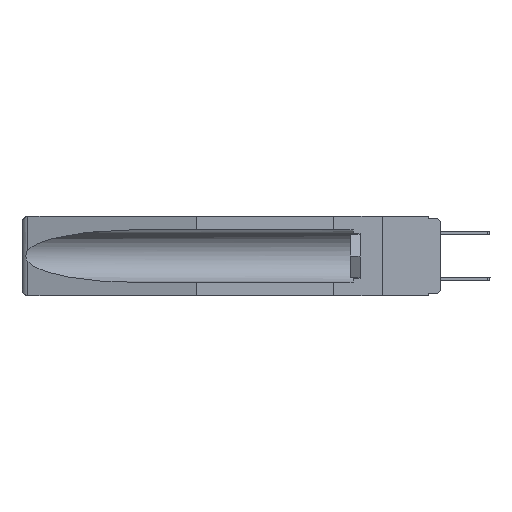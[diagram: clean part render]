
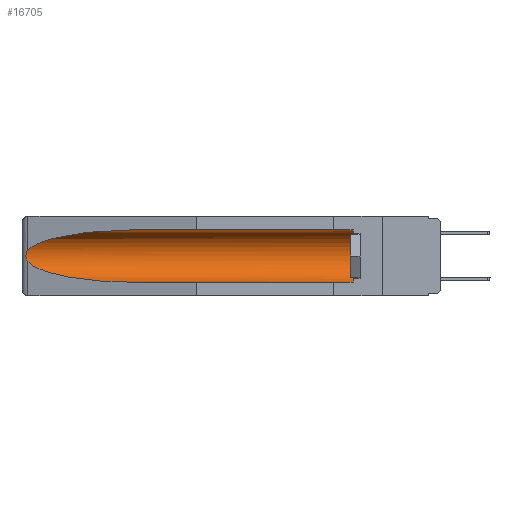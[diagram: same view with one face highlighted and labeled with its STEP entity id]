
A CAD part, left-side view. The second image highlights one B-rep face of the part: STEP entity #16705.
In plain terms, the highlighted cylindrical face has radius 2.857 mm (diameter 5.715 mm), a partial arc.
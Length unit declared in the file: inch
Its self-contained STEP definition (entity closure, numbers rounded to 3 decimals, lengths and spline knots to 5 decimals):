
#28 = DIRECTION ( 'NONE',  ( 0., -1., 0. ) ) ;
#1410 = AXIS2_PLACEMENT_3D ( 'NONE', #11823, #7200, #10241 ) ;
#1504 = VERTEX_POINT ( 'NONE', #16938 ) ;
#2207 = DIRECTION ( 'NONE',  ( 0., 1., 0. ) ) ;
#2437 = ORIENTED_EDGE ( 'NONE', *, *, #19008, .T. ) ;
#2523 = ORIENTED_EDGE ( 'NONE', *, *, #5407, .T. ) ;
#2594 =( BOUNDED_CURVE ( )  B_SPLINE_CURVE ( 3, ( #8413, #10365, #17281, #10480 ),
 .UNSPECIFIED., .F., .F. ) 
 B_SPLINE_CURVE_WITH_KNOTS ( ( 4, 4 ),
 ( 0.1948, 1.5708 ),
 .UNSPECIFIED. ) 
 CURVE ( )  GEOMETRIC_REPRESENTATION_ITEM ( )  RATIONAL_B_SPLINE_CURVE ( ( 1., 0.848, 0.848, 1. ) ) 
 REPRESENTATION_ITEM ( '' )  );
#3626 = LINE ( 'NONE', #5187, #9440 ) ;
#4097 = EDGE_LOOP ( 'NONE', ( #2523, #15994, #11394, #15326, #2437, #5404 ) ) ;
#4273 = CARTESIAN_POINT ( 'NONE',  ( 0.21114, 1.30732, -0.059 ) ) ;
#4336 = CARTESIAN_POINT ( 'NONE',  ( 0.26537, 1.52718, -0.19328 ) ) ;
#4705 = CARTESIAN_POINT ( 'NONE',  ( 0.2675, 1.53308, -0.17534 ) ) ;
#5187 = CARTESIAN_POINT ( 'NONE',  ( 0.155, -0.30754, -0.284 ) ) ;
#5404 = ORIENTED_EDGE ( 'NONE', *, *, #5828, .T. ) ;
#5407 = EDGE_CURVE ( 'NONE', #1504, #8386, #9254, .T. ) ;
#5646 = CARTESIAN_POINT ( 'NONE',  ( 0.155, -0.30754, -0.059 ) ) ;
#5769 = CARTESIAN_POINT ( 'NONE',  ( 0.25451, 1.48313, -0.09465 ) ) ;
#5828 = EDGE_CURVE ( 'NONE', #7865, #1504, #13728, .T. ) ;
#6498 = CIRCLE ( 'NONE', #12542, 0.1125 ) ;
#7138 = EDGE_CURVE ( 'NONE', #8386, #11839, #13216, .T. ) ;
#7187 = CARTESIAN_POINT ( 'NONE',  ( 0.155, 1.07973, -0.059 ) ) ;
#7200 = DIRECTION ( 'NONE',  ( 0., 1., 0. ) ) ;
#7488 = CARTESIAN_POINT ( 'NONE',  ( 0.2675, 1.53308, -0.16763 ) ) ;
#7547 = CARTESIAN_POINT ( 'NONE',  ( 0.26597, 1.52961, -0.15275 ) ) ;
#7716 = CYLINDRICAL_SURFACE ( 'NONE', #1410, 0.1125 ) ;
#7865 = VERTEX_POINT ( 'NONE', #9723 ) ;
#8386 = VERTEX_POINT ( 'NONE', #13849 ) ;
#8413 = CARTESIAN_POINT ( 'NONE',  ( 0.26537, 1.52718, -0.19328 ) ) ;
#9166 = CARTESIAN_POINT ( 'NONE',  ( 0.26655, 1.53094, -0.18657 ) ) ;
#9254 =( BOUNDED_CURVE ( )  B_SPLINE_CURVE ( 3, ( #7187, #4273, #5769, #16089 ),
 .UNSPECIFIED., .F., .F. ) 
 B_SPLINE_CURVE_WITH_KNOTS ( ( 4, 4 ),
 ( 4.71239, 6.08839 ),
 .UNSPECIFIED. ) 
 CURVE ( )  GEOMETRIC_REPRESENTATION_ITEM ( )  RATIONAL_B_SPLINE_CURVE ( ( 1., 0.848, 0.848, 1. ) ) 
 REPRESENTATION_ITEM ( '' )  );
#9440 = VECTOR ( 'NONE', #2207, 39.37008 ) ;
#9672 = EDGE_CURVE ( 'NONE', #11839, #14268, #2594, .T. ) ;
#9723 = CARTESIAN_POINT ( 'NONE',  ( 0.155, 0.126, -0.059 ) ) ;
#9858 = VECTOR ( 'NONE', #17430, 39.37008 ) ;
#10241 = DIRECTION ( 'NONE',  ( 0., 0., 1. ) ) ;
#10359 = DIRECTION ( 'NONE',  ( 0., 0., 1. ) ) ;
#10365 = CARTESIAN_POINT ( 'NONE',  ( 0.25451, 1.48313, -0.24835 ) ) ;
#10367 = EDGE_CURVE ( 'NONE', #18718, #14268, #3626, .T. ) ;
#10480 = CARTESIAN_POINT ( 'NONE',  ( 0.155, 1.07973, -0.284 ) ) ;
#11207 = CARTESIAN_POINT ( 'NONE',  ( 0.155, 1.07973, -0.284 ) ) ;
#11394 = ORIENTED_EDGE ( 'NONE', *, *, #9672, .T. ) ;
#11823 = CARTESIAN_POINT ( 'NONE',  ( 0.155, -0.30754, -0.1715 ) ) ;
#11839 = VERTEX_POINT ( 'NONE', #4336 ) ;
#11844 = FACE_OUTER_BOUND ( 'NONE', #4097, .T. ) ;
#11975 = CARTESIAN_POINT ( 'NONE',  ( 0.26537, 1.52718, -0.14972 ) ) ;
#12155 = CARTESIAN_POINT ( 'NONE',  ( 0.26537, 1.52718, -0.19328 ) ) ;
#12542 = AXIS2_PLACEMENT_3D ( 'NONE', #17680, #28, #10359 ) ;
#13216 = B_SPLINE_CURVE_WITH_KNOTS ( 'NONE', 3,
 ( #11975, #7547, #13576, #17848, #7488, #4705, #18041, #9166, #14806, #12155 ),
 .UNSPECIFIED., .F., .F.,
 ( 4, 2, 2, 2, 4 ),
 ( 0., 0.00029, 0.00058, 0.00087, 0.00117 ),
 .UNSPECIFIED. ) ;
#13576 = CARTESIAN_POINT ( 'NONE',  ( 0.26654, 1.53092, -0.15636 ) ) ;
#13728 = LINE ( 'NONE', #5646, #9858 ) ;
#13849 = CARTESIAN_POINT ( 'NONE',  ( 0.26537, 1.52718, -0.14972 ) ) ;
#14268 = VERTEX_POINT ( 'NONE', #11207 ) ;
#14806 = CARTESIAN_POINT ( 'NONE',  ( 0.26597, 1.5296, -0.19026 ) ) ;
#15326 = ORIENTED_EDGE ( 'NONE', *, *, #10367, .F. ) ;
#15466 = CARTESIAN_POINT ( 'NONE',  ( 0.155, 0.126, -0.284 ) ) ;
#15994 = ORIENTED_EDGE ( 'NONE', *, *, #7138, .T. ) ;
#16089 = CARTESIAN_POINT ( 'NONE',  ( 0.26537, 1.52718, -0.14972 ) ) ;
#16705 = ADVANCED_FACE ( 'NONE', ( #11844 ), #7716, .F. ) ;
#16938 = CARTESIAN_POINT ( 'NONE',  ( 0.155, 1.07973, -0.059 ) ) ;
#17281 = CARTESIAN_POINT ( 'NONE',  ( 0.21114, 1.30732, -0.284 ) ) ;
#17430 = DIRECTION ( 'NONE',  ( 0., 1., 0. ) ) ;
#17680 = CARTESIAN_POINT ( 'NONE',  ( 0.155, 0.126, -0.1715 ) ) ;
#17848 = CARTESIAN_POINT ( 'NONE',  ( 0.2673, 1.5327, -0.16383 ) ) ;
#18041 = CARTESIAN_POINT ( 'NONE',  ( 0.2673, 1.53269, -0.17917 ) ) ;
#18718 = VERTEX_POINT ( 'NONE', #15466 ) ;
#19008 = EDGE_CURVE ( 'NONE', #18718, #7865, #6498, .T. ) ;
